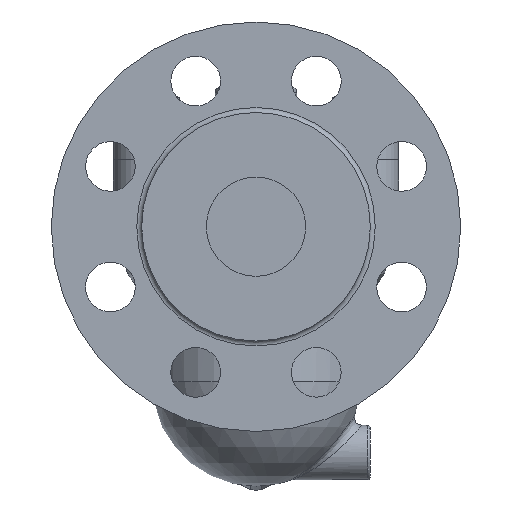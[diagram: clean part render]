
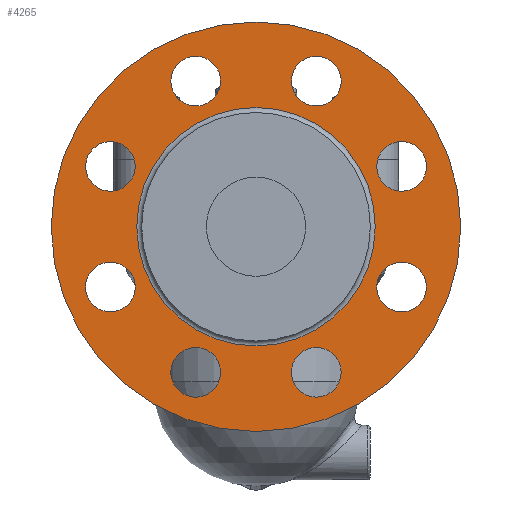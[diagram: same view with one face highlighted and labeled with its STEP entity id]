
A CAD part, left-side view. The second image highlights one B-rep face of the part: STEP entity #4265.
In plain terms, the highlighted planar face has unit normal (-1, 0, 0).
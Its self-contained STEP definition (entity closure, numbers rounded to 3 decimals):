
#689=PLANE('',#4557);
#797=FACE_BOUND('',#1210,.T.);
#798=FACE_BOUND('',#1211,.T.);
#799=FACE_BOUND('',#1212,.T.);
#800=FACE_BOUND('',#1213,.T.);
#801=FACE_BOUND('',#1214,.T.);
#802=FACE_BOUND('',#1215,.T.);
#803=FACE_BOUND('',#1216,.T.);
#804=FACE_BOUND('',#1217,.T.);
#805=FACE_BOUND('',#1218,.T.);
#921=FACE_OUTER_BOUND('',#1209,.T.);
#1209=EDGE_LOOP('',(#2923));
#1210=EDGE_LOOP('',(#2924));
#1211=EDGE_LOOP('',(#2925));
#1212=EDGE_LOOP('',(#2926));
#1213=EDGE_LOOP('',(#2927));
#1214=EDGE_LOOP('',(#2928));
#1215=EDGE_LOOP('',(#2929));
#1216=EDGE_LOOP('',(#2930));
#1217=EDGE_LOOP('',(#2931));
#1218=EDGE_LOOP('',(#2932));
#1615=CIRCLE('',#4555,48.05);
#1617=CIRCLE('',#4558,82.5);
#1618=CIRCLE('',#4559,10.);
#1619=CIRCLE('',#4560,10.);
#1620=CIRCLE('',#4561,10.);
#1621=CIRCLE('',#4562,10.);
#1622=CIRCLE('',#4563,10.);
#1623=CIRCLE('',#4564,10.);
#1624=CIRCLE('',#4565,10.);
#1625=CIRCLE('',#4566,10.);
#1859=VERTEX_POINT('',#6312);
#1861=VERTEX_POINT('',#6317);
#1862=VERTEX_POINT('',#6319);
#1863=VERTEX_POINT('',#6321);
#1864=VERTEX_POINT('',#6323);
#1865=VERTEX_POINT('',#6325);
#1866=VERTEX_POINT('',#6327);
#1867=VERTEX_POINT('',#6329);
#1868=VERTEX_POINT('',#6331);
#1869=VERTEX_POINT('',#6333);
#2289=EDGE_CURVE('',#1859,#1859,#1615,.T.);
#2291=EDGE_CURVE('',#1861,#1861,#1617,.T.);
#2292=EDGE_CURVE('',#1862,#1862,#1618,.T.);
#2293=EDGE_CURVE('',#1863,#1863,#1619,.T.);
#2294=EDGE_CURVE('',#1864,#1864,#1620,.T.);
#2295=EDGE_CURVE('',#1865,#1865,#1621,.T.);
#2296=EDGE_CURVE('',#1866,#1866,#1622,.T.);
#2297=EDGE_CURVE('',#1867,#1867,#1623,.T.);
#2298=EDGE_CURVE('',#1868,#1868,#1624,.T.);
#2299=EDGE_CURVE('',#1869,#1869,#1625,.T.);
#2923=ORIENTED_EDGE('',*,*,#2291,.T.);
#2924=ORIENTED_EDGE('',*,*,#2292,.T.);
#2925=ORIENTED_EDGE('',*,*,#2293,.T.);
#2926=ORIENTED_EDGE('',*,*,#2294,.T.);
#2927=ORIENTED_EDGE('',*,*,#2295,.T.);
#2928=ORIENTED_EDGE('',*,*,#2296,.T.);
#2929=ORIENTED_EDGE('',*,*,#2297,.T.);
#2930=ORIENTED_EDGE('',*,*,#2298,.T.);
#2931=ORIENTED_EDGE('',*,*,#2299,.T.);
#2932=ORIENTED_EDGE('',*,*,#2289,.F.);
#4265=ADVANCED_FACE('',(#921,#797,#798,#799,#800,#801,#802,#803,#804,#805),
#689,.T.);
#4555=AXIS2_PLACEMENT_3D('',#6313,#5083,#5084);
#4557=AXIS2_PLACEMENT_3D('',#6316,#5087,#5088);
#4558=AXIS2_PLACEMENT_3D('',#6318,#5089,#5090);
#4559=AXIS2_PLACEMENT_3D('',#6320,#5091,#5092);
#4560=AXIS2_PLACEMENT_3D('',#6322,#5093,#5094);
#4561=AXIS2_PLACEMENT_3D('',#6324,#5095,#5096);
#4562=AXIS2_PLACEMENT_3D('',#6326,#5097,#5098);
#4563=AXIS2_PLACEMENT_3D('',#6328,#5099,#5100);
#4564=AXIS2_PLACEMENT_3D('',#6330,#5101,#5102);
#4565=AXIS2_PLACEMENT_3D('',#6332,#5103,#5104);
#4566=AXIS2_PLACEMENT_3D('',#6334,#5105,#5106);
#5083=DIRECTION('center_axis',(-1.,0.,0.));
#5084=DIRECTION('ref_axis',(0.,0.,
-1.));
#5087=DIRECTION('center_axis',(-1.,0.,0.));
#5088=DIRECTION('ref_axis',(0.,0.,1.));
#5089=DIRECTION('center_axis',(-1.,0.,0.));
#5090=DIRECTION('ref_axis',(0.,0.,1.));
#5091=DIRECTION('center_axis',(1.,0.,0.));
#5092=DIRECTION('ref_axis',(0.,0.,1.));
#5093=DIRECTION('center_axis',(1.,0.,0.));
#5094=DIRECTION('ref_axis',(0.,0.707,0.707));
#5095=DIRECTION('center_axis',(1.,0.,0.));
#5096=DIRECTION('ref_axis',(0.,1.,0.));
#5097=DIRECTION('center_axis',(1.,0.,0.));
#5098=DIRECTION('ref_axis',(0.,0.707,-0.707));
#5099=DIRECTION('center_axis',(1.,0.,0.));
#5100=DIRECTION('ref_axis',(0.,0.,
-1.));
#5101=DIRECTION('center_axis',(1.,0.,0.));
#5102=DIRECTION('ref_axis',(0.,-0.707,-0.707));
#5103=DIRECTION('center_axis',(1.,0.,0.));
#5104=DIRECTION('ref_axis',(0.,-1.,0.));
#5105=DIRECTION('center_axis',(1.,0.,0.));
#5106=DIRECTION('ref_axis',(0.,-0.707,0.707));
#6312=CARTESIAN_POINT('',(-133.6,0.,21.05));
#6313=CARTESIAN_POINT('Origin',(-133.6,0.,-27.));
#6316=CARTESIAN_POINT('Origin',(-133.6,0.,37.275));
#6317=CARTESIAN_POINT('',(-133.6,0.,55.5));
#6318=CARTESIAN_POINT('Origin',(-133.6,0.,-27.));
#6319=CARTESIAN_POINT('',(-133.6,24.3,41.666));
#6320=CARTESIAN_POINT('Origin',(-133.6,24.3,31.666));
#6321=CARTESIAN_POINT('',(-133.6,65.737,4.371));
#6322=CARTESIAN_POINT('Origin',(-133.6,58.666,-2.7));
#6323=CARTESIAN_POINT('',(-133.6,68.666,-51.3));
#6324=CARTESIAN_POINT('Origin',(-133.6,58.666,-51.3));
#6325=CARTESIAN_POINT('',(-133.6,31.371,-92.737));
#6326=CARTESIAN_POINT('Origin',(-133.6,24.3,-85.666));
#6327=CARTESIAN_POINT('',(-133.6,-24.3,-95.666));
#6328=CARTESIAN_POINT('Origin',(-133.6,-24.3,-85.666));
#6329=CARTESIAN_POINT('',(-133.6,-65.737,-58.371));
#6330=CARTESIAN_POINT('Origin',(-133.6,-58.666,-51.3));
#6331=CARTESIAN_POINT('',(-133.6,-68.666,-2.7));
#6332=CARTESIAN_POINT('Origin',(-133.6,-58.666,-2.7));
#6333=CARTESIAN_POINT('',(-133.6,-31.371,38.737));
#6334=CARTESIAN_POINT('Origin',(-133.6,-24.3,31.666));
